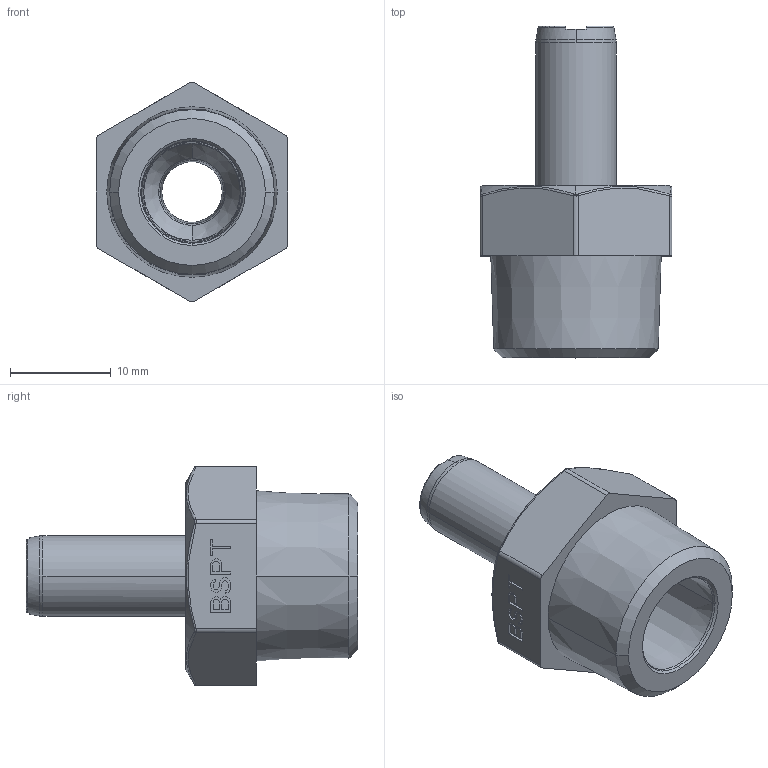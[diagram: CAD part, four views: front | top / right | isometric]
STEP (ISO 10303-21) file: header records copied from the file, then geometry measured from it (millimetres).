
FILE_DESCRIPTION(('STEP AP214'),'1');
FILE_NAME('6821_08_17.stp','2016-07-07T14:44:34',('TraceParts'),('TraceParts S.A.'),'Spatial InterOp 3D',' ',' ');
FILE_SCHEMA(('automotive_design'));
Length unit declared in the file: millimetre
Products named in the file (1): Solide1
Bounding box: 19 x 32.9 x 21.78 mm (x, y, z)
Volume: 3254.5 mm3; surface area: 2854.1 mm2
Topology: 1 solids, 1 shells, 231 faces, 635 edges, 419 vertices
Faces by surface type: plane 167, cylinder 18, bspline 16, cone 16, torus 14
Entity records: 10112 total; most frequent: CARTESIAN_POINT 2336, ORIENTED_EDGE 1270, DIRECTION 1178, EDGE_CURVE 635, LINE 476, VECTOR 476, VERTEX_POINT 419, AXIS2_PLACEMENT_3D 351
